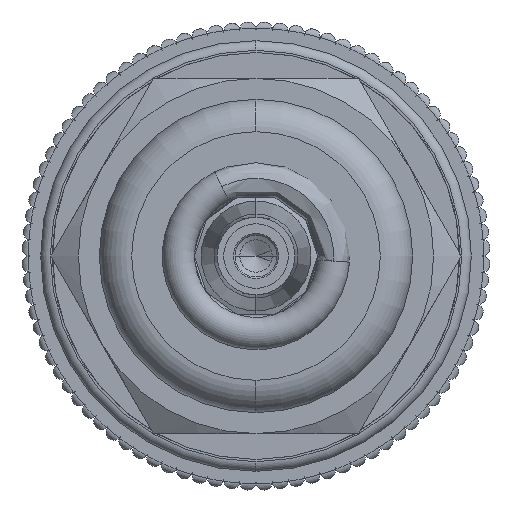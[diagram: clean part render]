
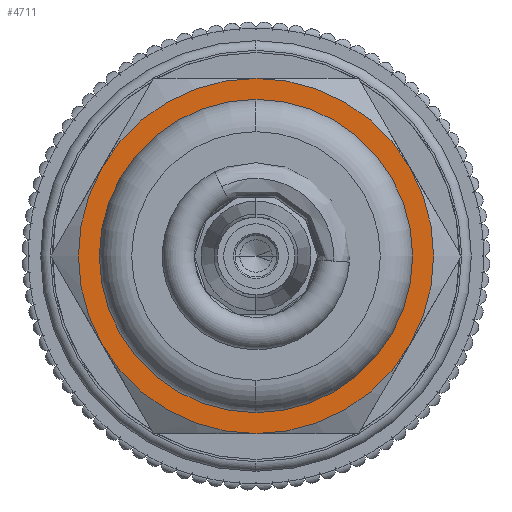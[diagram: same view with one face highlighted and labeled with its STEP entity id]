
A CAD part, left-side view. The second image highlights one B-rep face of the part: STEP entity #4711.
In plain terms, the highlighted planar face has unit normal (-1, 0, 0).
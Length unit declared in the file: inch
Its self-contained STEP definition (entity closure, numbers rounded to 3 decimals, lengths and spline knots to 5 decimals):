
#230 = CARTESIAN_POINT ( 'NONE',  ( 0., 0., -0.21654 ) ) ;
#256 = PLANE ( 'NONE',  #21167 ) ;
#1242 = VERTEX_POINT ( 'NONE', #22067 ) ;
#1733 = ORIENTED_EDGE ( 'NONE', *, *, #7561, .F. ) ;
#2510 = CIRCLE ( 'NONE', #19141, 0.21654 ) ;
#2755 = DIRECTION ( 'NONE',  ( 0., 0., 1. ) ) ;
#3283 = EDGE_CURVE ( 'NONE', #35451, #16114, #10167, .T. ) ;
#3546 = CARTESIAN_POINT ( 'NONE',  ( 0., 0., 0. ) ) ;
#3837 = DIRECTION ( 'NONE',  ( 0., 0., -1. ) ) ;
#4236 = CARTESIAN_POINT ( 'NONE',  ( 0., -0.18753, 0.10827 ) ) ;
#4382 = VERTEX_POINT ( 'NONE', #30967 ) ;
#4711 = ADVANCED_FACE ( 'NONE', ( #29867, #14248 ), #256, .F. ) ;
#4797 = CARTESIAN_POINT ( 'NONE',  ( 0., 0., 0.19094 ) ) ;
#5206 = VERTEX_POINT ( 'NONE', #32497 ) ;
#6776 = VERTEX_POINT ( 'NONE', #4236 ) ;
#7561 = EDGE_CURVE ( 'NONE', #16114, #35451, #14278, .T. ) ;
#9544 = EDGE_LOOP ( 'NONE', ( #17945, #10983, #11118, #11989, #28965, #30843 ) ) ;
#10144 = DIRECTION ( 'NONE',  ( 0., 0., 1. ) ) ;
#10167 = CIRCLE ( 'NONE', #35388, 0.19094 ) ;
#10983 = ORIENTED_EDGE ( 'NONE', *, *, #15286, .T. ) ;
#11026 = EDGE_CURVE ( 'NONE', #1242, #4382, #17700, .T. ) ;
#11118 = ORIENTED_EDGE ( 'NONE', *, *, #20043, .T. ) ;
#11245 = DIRECTION ( 'NONE',  ( -1., 0., 0. ) ) ;
#11365 = CARTESIAN_POINT ( 'NONE',  ( 0., 0., 0. ) ) ;
#11989 = ORIENTED_EDGE ( 'NONE', *, *, #24685, .T. ) ;
#12775 = DIRECTION ( 'NONE',  ( 0., 0., 1. ) ) ;
#13203 = DIRECTION ( 'NONE',  ( -1., 0., 0. ) ) ;
#13321 = AXIS2_PLACEMENT_3D ( 'NONE', #35493, #11245, #27408 ) ;
#13888 = DIRECTION ( 'NONE',  ( -1., 0., 0. ) ) ;
#14248 = FACE_OUTER_BOUND ( 'NONE', #9544, .T. ) ;
#14278 = CIRCLE ( 'NONE', #34320, 0.19094 ) ;
#14798 = DIRECTION ( 'NONE',  ( -1., 0., 0. ) ) ;
#15286 = EDGE_CURVE ( 'NONE', #24366, #5206, #34368, .T. ) ;
#16114 = VERTEX_POINT ( 'NONE', #4797 ) ;
#16235 = DIRECTION ( 'NONE',  ( 0., 0., -1. ) ) ;
#16764 = DIRECTION ( 'NONE',  ( -1., 0., 0. ) ) ;
#17427 = CARTESIAN_POINT ( 'NONE',  ( 0., 0., -0.19094 ) ) ;
#17463 = AXIS2_PLACEMENT_3D ( 'NONE', #18327, #34284, #17602 ) ;
#17491 = CARTESIAN_POINT ( 'NONE',  ( 0., 0., 0. ) ) ;
#17602 = DIRECTION ( 'NONE',  ( 0., 0., 1. ) ) ;
#17700 = CIRCLE ( 'NONE', #26877, 0.21654 ) ;
#17945 = ORIENTED_EDGE ( 'NONE', *, *, #33322, .T. ) ;
#18327 = CARTESIAN_POINT ( 'NONE',  ( 0., 0., 0. ) ) ;
#18897 = EDGE_LOOP ( 'NONE', ( #1733, #24713 ) ) ;
#18946 = CIRCLE ( 'NONE', #24124, 0.21654 ) ;
#19141 = AXIS2_PLACEMENT_3D ( 'NONE', #26761, #23911, #12775 ) ;
#20043 = EDGE_CURVE ( 'NONE', #5206, #6776, #20792, .T. ) ;
#20792 = CIRCLE ( 'NONE', #13321, 0.21654 ) ;
#21167 = AXIS2_PLACEMENT_3D ( 'NONE', #11365, #33091, #16235 ) ;
#21476 = CARTESIAN_POINT ( 'NONE',  ( 0., 0., 0.21654 ) ) ;
#22067 = CARTESIAN_POINT ( 'NONE',  ( 0., 0.18753, 0.10827 ) ) ;
#23551 = EDGE_CURVE ( 'NONE', #27903, #1242, #2510, .T. ) ;
#23911 = DIRECTION ( 'NONE',  ( -1., 0., 0. ) ) ;
#24124 = AXIS2_PLACEMENT_3D ( 'NONE', #34728, #13888, #10144 ) ;
#24366 = VERTEX_POINT ( 'NONE', #230 ) ;
#24685 = EDGE_CURVE ( 'NONE', #6776, #27903, #33525, .T. ) ;
#24713 = ORIENTED_EDGE ( 'NONE', *, *, #3283, .F. ) ;
#25445 = DIRECTION ( 'NONE',  ( 0., 0., 1. ) ) ;
#26761 = CARTESIAN_POINT ( 'NONE',  ( 0., 0., 0. ) ) ;
#26877 = AXIS2_PLACEMENT_3D ( 'NONE', #3546, #30655, #25445 ) ;
#27356 = CARTESIAN_POINT ( 'NONE',  ( 0., 0., 0. ) ) ;
#27408 = DIRECTION ( 'NONE',  ( 0., 0., 1. ) ) ;
#27479 = AXIS2_PLACEMENT_3D ( 'NONE', #27356, #13203, #2755 ) ;
#27525 = DIRECTION ( 'NONE',  ( 0., 0., -1. ) ) ;
#27903 = VERTEX_POINT ( 'NONE', #21476 ) ;
#28965 = ORIENTED_EDGE ( 'NONE', *, *, #23551, .T. ) ;
#29861 = CARTESIAN_POINT ( 'NONE',  ( 0., 0., 0. ) ) ;
#29867 = FACE_BOUND ( 'NONE', #18897, .T. ) ;
#30655 = DIRECTION ( 'NONE',  ( -1., 0., 0. ) ) ;
#30843 = ORIENTED_EDGE ( 'NONE', *, *, #11026, .T. ) ;
#30967 = CARTESIAN_POINT ( 'NONE',  ( 0., 0.18753, -0.10827 ) ) ;
#32497 = CARTESIAN_POINT ( 'NONE',  ( 0., -0.18753, -0.10827 ) ) ;
#33091 = DIRECTION ( 'NONE',  ( 1., 0., 0. ) ) ;
#33322 = EDGE_CURVE ( 'NONE', #4382, #24366, #18946, .T. ) ;
#33525 = CIRCLE ( 'NONE', #17463, 0.21654 ) ;
#34284 = DIRECTION ( 'NONE',  ( -1., 0., 0. ) ) ;
#34320 = AXIS2_PLACEMENT_3D ( 'NONE', #29861, #16764, #27525 ) ;
#34368 = CIRCLE ( 'NONE', #27479, 0.21654 ) ;
#34728 = CARTESIAN_POINT ( 'NONE',  ( 0., 0., 0. ) ) ;
#35388 = AXIS2_PLACEMENT_3D ( 'NONE', #17491, #14798, #3837 ) ;
#35451 = VERTEX_POINT ( 'NONE', #17427 ) ;
#35493 = CARTESIAN_POINT ( 'NONE',  ( 0., 0., 0. ) ) ;
